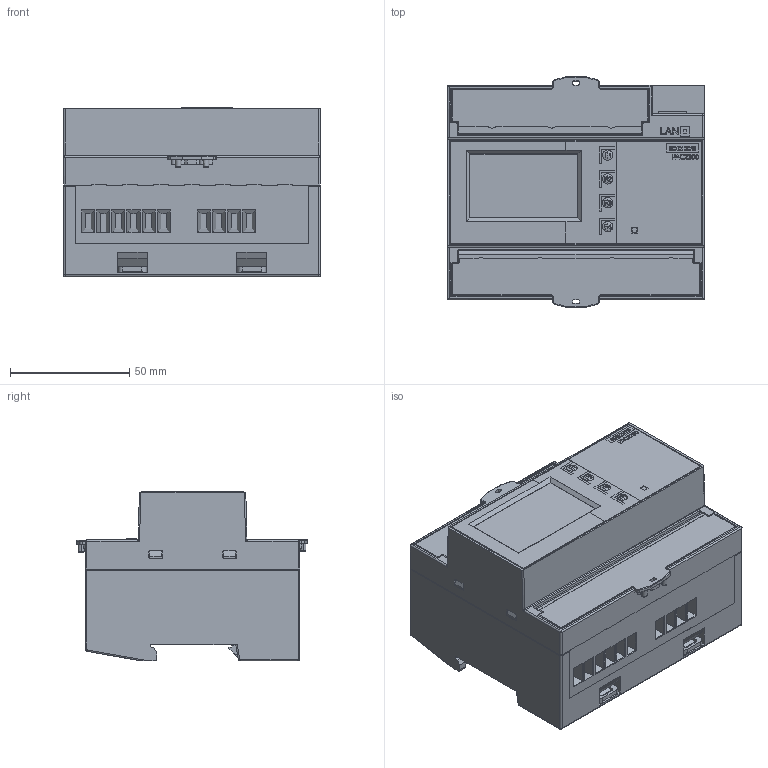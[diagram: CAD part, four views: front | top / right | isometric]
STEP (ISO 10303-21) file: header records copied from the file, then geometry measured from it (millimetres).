
FILE_DESCRIPTION(('STEP AP214'),'1');
FILE_NAME('cctmp_2A76AF65-B5E0-4818-8664-5865F4A3AC13_2023_07_22_12_12_02_0791..stp','2023-07-22T10:12:06',('SIEMENS A&D'),('CADClick - www.CADClick.com'),'Spatial InterOp 3D postprocessed',' ','unknown authorization');
FILE_SCHEMA(('AUTOMOTIVE_DESIGN'));
Length unit declared in the file: millimetre
Products named in the file (4): cc_unnamed; 2023_07_22_12_12_02_0659; 2023_07_22_12_12_02_0655; 2023_07_22_12_12_02_0651
Assembly tree (3 placements, depth 2):
  cc_unnamed
    2023_07_22_12_12_02_0659
    2023_07_22_12_12_02_0655
    2023_07_22_12_12_02_0651
Bounding box: 107.8 x 96.9 x 71.33 mm (x, y, z)
Volume: 254632.1 mm3; surface area: 109635.3 mm2
Topology: 3 solids, 3 shells, 3326 faces, 9373 edges, 6084 vertices
Faces by surface type: plane 2447, cylinder 586, extrusion 98, bspline 82, sphere 43, cone 37, torus 33
Entity records: 121793 total; most frequent: CARTESIAN_POINT 25865, ORIENTED_EDGE 18670, DIRECTION 16636, EDGE_CURVE 9335, VECTOR 7360, LINE 7262, VERTEX_POINT 6084, AXIS2_PLACEMENT_3D 4638
